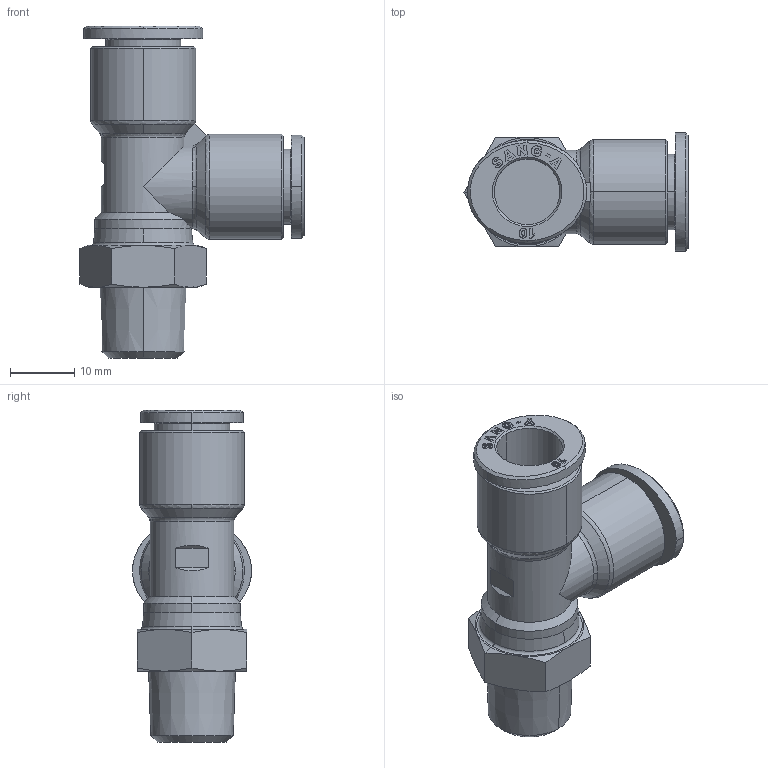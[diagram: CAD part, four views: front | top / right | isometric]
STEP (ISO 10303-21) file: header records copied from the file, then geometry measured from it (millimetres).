
FILE_DESCRIPTION (( 'STEP AP214' ), '1' );
FILE_NAME ('PST10-02.stp', '2015-10-15T09:38:31', ( '' ), ( '' ), 'SwSTEP 2.0', 'SolidWorks 2015', '' );
FILE_SCHEMA (( 'AUTOMOTIVE_DESIGN' ));
Length unit declared in the file: millimetre
Products named in the file (2): ｦ+ﾃｦ1; PST10-02
Assembly tree (1 placements, depth 2):
  PST10-02
    ｦ+ﾃｦ1
Bounding box: 34.81 x 18.5 x 51.6 mm (x, y, z)
Volume: 8804 mm3; surface area: 6022.6 mm2
Topology: 1 solids, 1 shells, 870 faces, 2483 edges, 1645 vertices
Faces by surface type: plane 779, cone 41, bspline 22, cylinder 22, torus 6
Entity records: 30175 total; most frequent: CARTESIAN_POINT 6794, ORIENTED_EDGE 4962, DIRECTION 4201, EDGE_CURVE 2481, LINE 2269, VECTOR 2269, VERTEX_POINT 1645, AXIS2_PLACEMENT_3D 966
